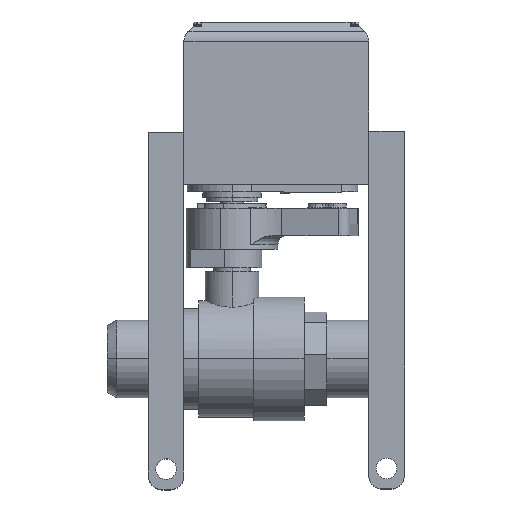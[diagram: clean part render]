
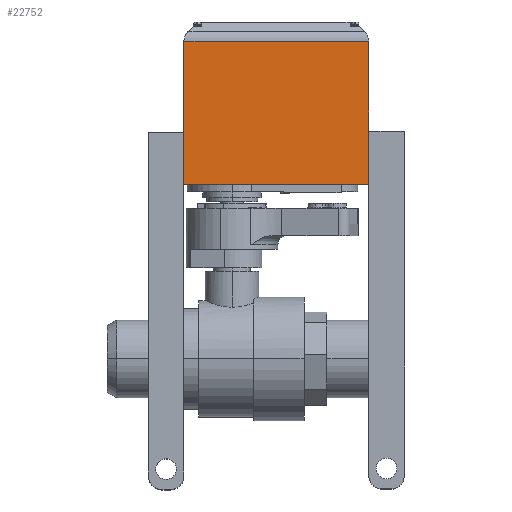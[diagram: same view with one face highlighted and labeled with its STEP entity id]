
A CAD part, top view. The second image highlights one B-rep face of the part: STEP entity #22752.
In plain terms, the highlighted planar face has unit normal (0, 0, 1).
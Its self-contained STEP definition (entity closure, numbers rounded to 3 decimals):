
#177 = VERTEX_POINT ( 'NONE', #17752 ) ;
#287 = VERTEX_POINT ( 'NONE', #15560 ) ;
#470 = EDGE_LOOP ( 'NONE', ( #7414, #2970, #21457, #7243, #31655, #1714, #5762, #11683, #5159, #33776, #9810, #19733 ) ) ;
#856 = VERTEX_POINT ( 'NONE', #12476 ) ;
#1253 = LINE ( 'NONE', #30768, #31961 ) ;
#1306 = DIRECTION ( 'NONE',  ( 0., 0., -1. ) ) ;
#1714 = ORIENTED_EDGE ( 'NONE', *, *, #22637, .F. ) ;
#2970 = ORIENTED_EDGE ( 'NONE', *, *, #25756, .T. ) ;
#3030 = CARTESIAN_POINT ( 'NONE',  ( -18.657, 35.37, 8.191 ) ) ;
#3511 = VERTEX_POINT ( 'NONE', #28997 ) ;
#3633 = DIRECTION ( 'NONE',  ( -1., 0., 0. ) ) ;
#4151 = VECTOR ( 'NONE', #23314, 1000. ) ;
#4376 = VECTOR ( 'NONE', #24542, 1000. ) ;
#5159 = ORIENTED_EDGE ( 'NONE', *, *, #17632, .T. ) ;
#5401 = LINE ( 'NONE', #10408, #9959 ) ;
#5762 = ORIENTED_EDGE ( 'NONE', *, *, #27939, .F. ) ;
#7183 = VECTOR ( 'NONE', #25611, 1000. ) ;
#7243 = ORIENTED_EDGE ( 'NONE', *, *, #17303, .T. ) ;
#7414 = ORIENTED_EDGE ( 'NONE', *, *, #19853, .F. ) ;
#7518 = LINE ( 'NONE', #12840, #16555 ) ;
#8237 = CARTESIAN_POINT ( 'NONE',  ( -18.657, 4.243, 8.191 ) ) ;
#8280 = PLANE ( 'NONE',  #23250 ) ;
#8322 = VECTOR ( 'NONE', #14465, 1000. ) ;
#8864 = DIRECTION ( 'NONE',  ( 0., -1., 0. ) ) ;
#9810 = ORIENTED_EDGE ( 'NONE', *, *, #34260, .F. ) ;
#9959 = VECTOR ( 'NONE', #26896, 1000. ) ;
#10408 = CARTESIAN_POINT ( 'NONE',  ( -18.657, 35.37, 8.191 ) ) ;
#11304 = LINE ( 'NONE', #22481, #22638 ) ;
#11683 = ORIENTED_EDGE ( 'NONE', *, *, #24823, .T. ) ;
#11806 = CARTESIAN_POINT ( 'NONE',  ( 21.663, 4.243, 8.191 ) ) ;
#11993 = CARTESIAN_POINT ( 'NONE',  ( -18.657, 35.37, 8.191 ) ) ;
#12476 = CARTESIAN_POINT ( 'NONE',  ( -24.367, 26.901, 8.191 ) ) ;
#12840 = CARTESIAN_POINT ( 'NONE',  ( 27.373, 35.37, 8.191 ) ) ;
#13255 = LINE ( 'NONE', #32432, #18544 ) ;
#13812 = VERTEX_POINT ( 'NONE', #26225 ) ;
#14465 = DIRECTION ( 'NONE',  ( 0., -1., 0. ) ) ;
#14557 = EDGE_CURVE ( 'NONE', #19309, #31780, #28791, .T. ) ;
#14595 = DIRECTION ( 'NONE',  ( 0., -1., 0. ) ) ;
#15527 = DIRECTION ( 'NONE',  ( 1., 0., 0. ) ) ;
#15560 = CARTESIAN_POINT ( 'NONE',  ( -18.657, 29.361, 8.191 ) ) ;
#15695 = EDGE_CURVE ( 'NONE', #26544, #287, #5401, .T. ) ;
#15789 = VECTOR ( 'NONE', #32077, 1000. ) ;
#16008 = LINE ( 'NONE', #3030, #4376 ) ;
#16555 = VECTOR ( 'NONE', #18348, 1000. ) ;
#16776 = CARTESIAN_POINT ( 'NONE',  ( -18.657, 35.37, 8.191 ) ) ;
#17303 = EDGE_CURVE ( 'NONE', #177, #19309, #34171, .T. ) ;
#17454 = LINE ( 'NONE', #27442, #7183 ) ;
#17632 = EDGE_CURVE ( 'NONE', #28497, #33692, #32642, .T. ) ;
#17752 = CARTESIAN_POINT ( 'NONE',  ( -18.657, 26.901, 8.191 ) ) ;
#18348 = DIRECTION ( 'NONE',  ( 0., 1., 0. ) ) ;
#18544 = VECTOR ( 'NONE', #15527, 1000. ) ;
#19309 = VERTEX_POINT ( 'NONE', #8237 ) ;
#19733 = ORIENTED_EDGE ( 'NONE', *, *, #15695, .T. ) ;
#19853 = EDGE_CURVE ( 'NONE', #3511, #287, #13255, .T. ) ;
#21345 = VERTEX_POINT ( 'NONE', #22210 ) ;
#21457 = ORIENTED_EDGE ( 'NONE', *, *, #29358, .T. ) ;
#22210 = CARTESIAN_POINT ( 'NONE',  ( 21.663, 27.07, 8.191 ) ) ;
#22481 = CARTESIAN_POINT ( 'NONE',  ( -25.367, 26.901, 8.191 ) ) ;
#22637 = EDGE_CURVE ( 'NONE', #21345, #31780, #29231, .T. ) ;
#22638 = VECTOR ( 'NONE', #32787, 1000. ) ;
#22752 = ADVANCED_FACE ( 'NONE', ( #25133 ), #8280, .F. ) ;
#23201 = VECTOR ( 'NONE', #8864, 1000. ) ;
#23250 = AXIS2_PLACEMENT_3D ( 'NONE', #28518, #1306, #3633 ) ;
#23314 = DIRECTION ( 'NONE',  ( -1., 0., 0. ) ) ;
#23742 = CARTESIAN_POINT ( 'NONE',  ( 21.663, 35.37, 8.191 ) ) ;
#24323 = CARTESIAN_POINT ( 'NONE',  ( -18.657, 4.243, 8.191 ) ) ;
#24542 = DIRECTION ( 'NONE',  ( 1., 0., 0. ) ) ;
#24823 = EDGE_CURVE ( 'NONE', #13812, #28497, #7518, .T. ) ;
#25133 = FACE_OUTER_BOUND ( 'NONE', #470, .T. ) ;
#25611 = DIRECTION ( 'NONE',  ( -1., 0., 0. ) ) ;
#25756 = EDGE_CURVE ( 'NONE', #3511, #856, #1253, .T. ) ;
#26225 = CARTESIAN_POINT ( 'NONE',  ( 27.373, 27.07, 8.191 ) ) ;
#26544 = VERTEX_POINT ( 'NONE', #16776 ) ;
#26883 = CARTESIAN_POINT ( 'NONE',  ( 21.663, 29.53, 8.191 ) ) ;
#26896 = DIRECTION ( 'NONE',  ( 0., -1., 0. ) ) ;
#27442 = CARTESIAN_POINT ( 'NONE',  ( 28.373, 27.07, 8.191 ) ) ;
#27939 = EDGE_CURVE ( 'NONE', #13812, #21345, #17454, .T. ) ;
#28497 = VERTEX_POINT ( 'NONE', #28735 ) ;
#28518 = CARTESIAN_POINT ( 'NONE',  ( -18.657, 35.37, 8.191 ) ) ;
#28735 = CARTESIAN_POINT ( 'NONE',  ( 27.373, 29.53, 8.191 ) ) ;
#28791 = LINE ( 'NONE', #24323, #33694 ) ;
#28997 = CARTESIAN_POINT ( 'NONE',  ( -24.367, 29.361, 8.191 ) ) ;
#29022 = EDGE_CURVE ( 'NONE', #30679, #33692, #33183, .T. ) ;
#29231 = LINE ( 'NONE', #23742, #15789 ) ;
#29358 = EDGE_CURVE ( 'NONE', #856, #177, #11304, .T. ) ;
#30161 = CARTESIAN_POINT ( 'NONE',  ( 21.663, 35.37, 8.191 ) ) ;
#30679 = VERTEX_POINT ( 'NONE', #31876 ) ;
#30768 = CARTESIAN_POINT ( 'NONE',  ( -24.367, 35.37, 8.191 ) ) ;
#31641 = CARTESIAN_POINT ( 'NONE',  ( 28.373, 29.53, 8.191 ) ) ;
#31655 = ORIENTED_EDGE ( 'NONE', *, *, #14557, .T. ) ;
#31780 = VERTEX_POINT ( 'NONE', #11806 ) ;
#31876 = CARTESIAN_POINT ( 'NONE',  ( 21.663, 35.37, 8.191 ) ) ;
#31961 = VECTOR ( 'NONE', #14595, 1000. ) ;
#32077 = DIRECTION ( 'NONE',  ( 0., -1., 0. ) ) ;
#32432 = CARTESIAN_POINT ( 'NONE',  ( -25.367, 29.361, 8.191 ) ) ;
#32642 = LINE ( 'NONE', #31641, #4151 ) ;
#32787 = DIRECTION ( 'NONE',  ( 1., 0., 0. ) ) ;
#32864 = DIRECTION ( 'NONE',  ( 1., 0., 0. ) ) ;
#33183 = LINE ( 'NONE', #30161, #23201 ) ;
#33692 = VERTEX_POINT ( 'NONE', #26883 ) ;
#33694 = VECTOR ( 'NONE', #32864, 1000. ) ;
#33776 = ORIENTED_EDGE ( 'NONE', *, *, #29022, .F. ) ;
#34171 = LINE ( 'NONE', #11993, #8322 ) ;
#34260 = EDGE_CURVE ( 'NONE', #26544, #30679, #16008, .T. ) ;
